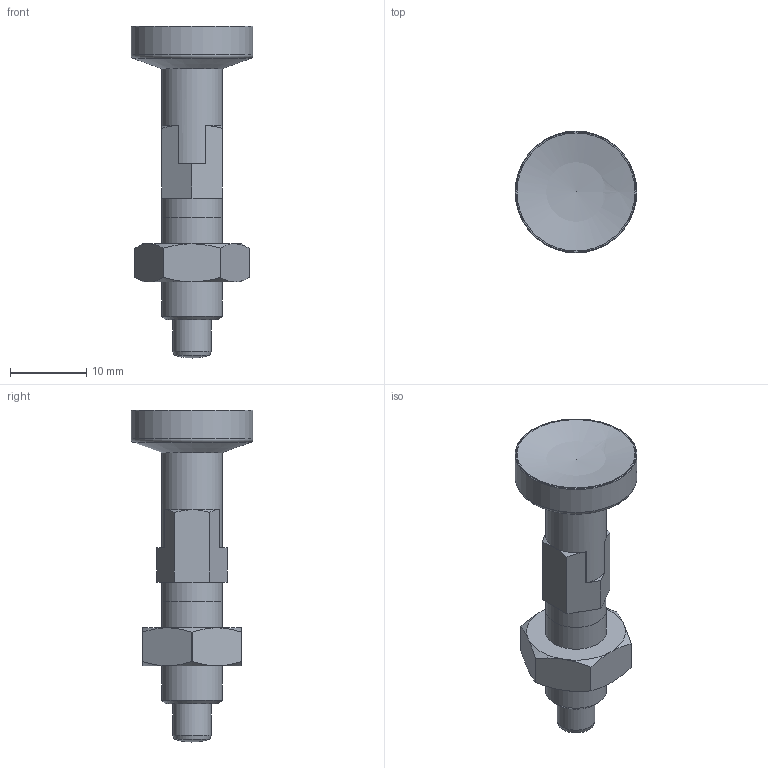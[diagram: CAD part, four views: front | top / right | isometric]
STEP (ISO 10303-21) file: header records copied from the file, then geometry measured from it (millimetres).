
FILE_DESCRIPTION( ( 'Unknown' ), '1' );
FILE_NAME( '7747076_PSAX_16_C.stp', 'Unknown', ( 'Unknown' ), ( 'Unknown' ), 'PSStep 14.0', 'Unknown', ' ' );
FILE_SCHEMA( ( 'AUTOMOTIVE_DESIGN { 1 0 10303 214 1 1 1 1 }' ) );
Length unit declared in the file: millimetre
Products named in the file (1): PSA16_stampato
Bounding box: 16 x 16 x 43.6 mm (x, y, z)
Volume: 3113.5 mm3; surface area: 1902.2 mm2
Topology: 1 solids, 2 shells, 73 faces, 171 edges, 104 vertices
Faces by surface type: plane 32, cone 23, cylinder 14, torus 2, sphere 2
Full cylindrical faces by diameter (mm): 5 x1, 8 x4, 16 x1
Entity records: 2658 total; most frequent: CARTESIAN_POINT 520, DIRECTION 318, ORIENTED_EDGE 304, EDGE_CURVE 152, AXIS2_PLACEMENT_3D 132, VERTEX_POINT 98, EDGE_LOOP 88, FACE_OUTER_BOUND 81
